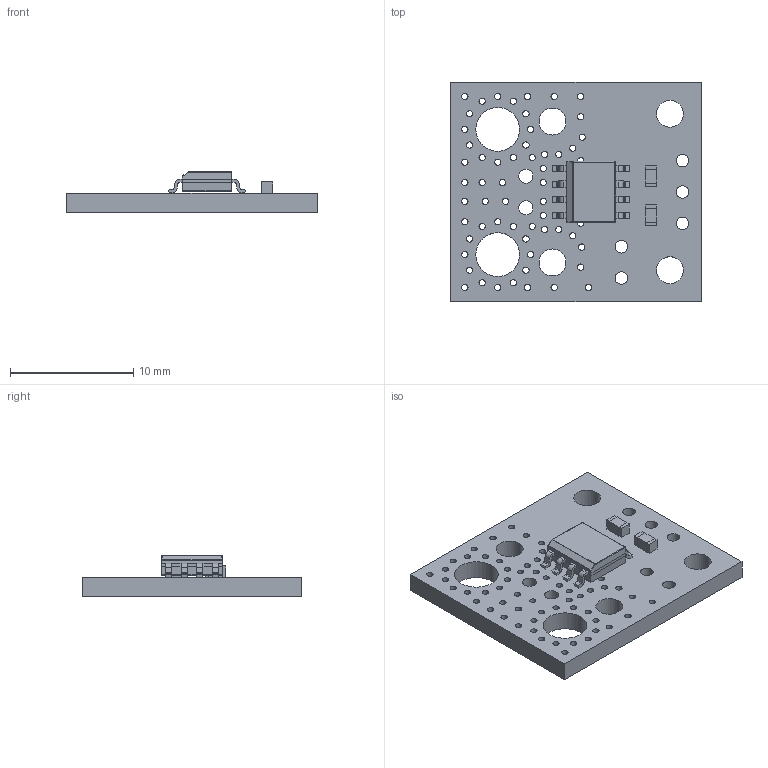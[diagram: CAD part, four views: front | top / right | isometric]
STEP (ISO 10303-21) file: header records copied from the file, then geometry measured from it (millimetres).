
FILE_DESCRIPTION (( 'STEP AP214' ), '1' );
FILE_NAME ('acs7x4-current-sensor-carrier-step.step', '2019-04-17T20:11:37', ( '' ), ( '' ), 'SwSTEP 2.0', 'SolidWorks 2016', '' );
FILE_SCHEMA (( 'AUTOMOTIVE_DESIGN' ));
Length unit declared in the file: millimetre
Products named in the file (1): acs7x4-current-sensor-carrier-step
Bounding box: 20.32 x 17.78 x 3.32 mm (x, y, z)
Volume: 520.3 mm3; surface area: 1101.1 mm2
Topology: 1 solids, 1 shells, 654 faces, 1805 edges, 1184 vertices
Faces by surface type: plane 304, cylinder 193, bspline 155, sphere 2
Entity records: 33637 total; most frequent: CARTESIAN_POINT 10189, ORIENTED_EDGE 3610, DIRECTION 2843, EDGE_CURVE 1805, VERTEX_POINT 1184, LINE 1103, VECTOR 1103, AXIS2_PLACEMENT_3D 870
